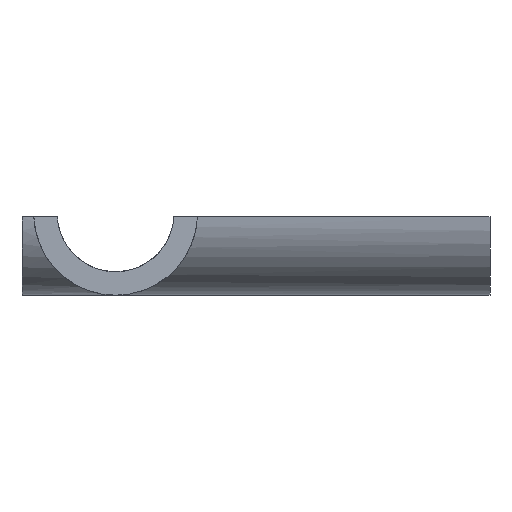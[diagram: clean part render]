
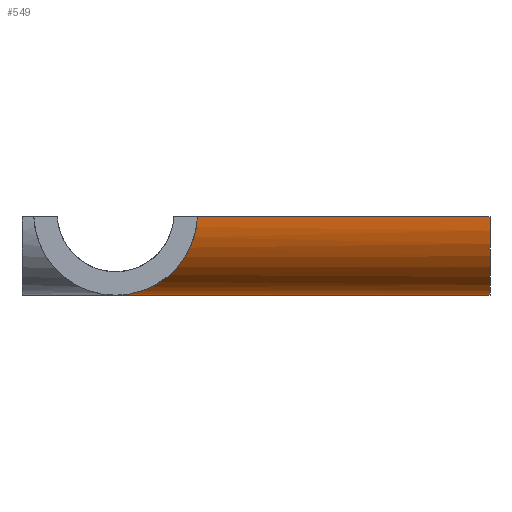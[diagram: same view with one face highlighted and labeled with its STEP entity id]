
A CAD part, left-side view. The second image highlights one B-rep face of the part: STEP entity #549.
In plain terms, the highlighted cylindrical face has radius 7 mm (diameter 14 mm), a partial arc.
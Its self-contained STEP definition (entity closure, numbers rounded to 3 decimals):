
#17 = CARTESIAN_POINT ( 'NONE',  ( -6.824, 5.176, -4.259 ) ) ;
#21 = DIRECTION ( 'NONE',  ( 0., -1., 0. ) ) ;
#53 = VERTEX_POINT ( 'NONE', #295 ) ;
#59 = VERTEX_POINT ( 'NONE', #130 ) ;
#82 = CARTESIAN_POINT ( 'NONE',  ( -3.962, 8.038, -7. ) ) ;
#130 = CARTESIAN_POINT ( 'NONE',  ( 0., 12., -7. ) ) ;
#133 = AXIS2_PLACEMENT_3D ( 'NONE', #701, #21, #182 ) ;
#164 = CARTESIAN_POINT ( 'NONE',  ( 0., -20., 0. ) ) ;
#178 = EDGE_CURVE ( 'NONE', #53, #312, #415, .T. ) ;
#182 = DIRECTION ( 'NONE',  ( 0., 0., -1. ) ) ;
#229 = CARTESIAN_POINT ( 'NONE',  ( -6.994, 5.006, -0.3 ) ) ;
#236 = ORIENTED_EDGE ( 'NONE', *, *, #686, .F. ) ;
#295 = CARTESIAN_POINT ( 'NONE',  ( 0., -20., -7. ) ) ;
#308 = VERTEX_POINT ( 'NONE', #229 ) ;
#312 = VERTEX_POINT ( 'NONE', #455 ) ;
#324 = CARTESIAN_POINT ( 'NONE',  ( 0., 20., -7. ) ) ;
#344 = DIRECTION ( 'NONE',  ( 0., 1., 0. ) ) ;
#358 = CARTESIAN_POINT ( 'NONE',  ( 0., 12., -7. ) ) ;
#378 = DIRECTION ( 'NONE',  ( 0., -1., 0. ) ) ;
#415 = CIRCLE ( 'NONE', #564, 7. ) ;
#440 = VECTOR ( 'NONE', #378, 1000. ) ;
#446 = EDGE_CURVE ( 'NONE', #308, #59, #717, .T. ) ;
#455 = CARTESIAN_POINT ( 'NONE',  ( -6.994, -20., -0.3 ) ) ;
#460 = EDGE_LOOP ( 'NONE', ( #524, #578, #699, #236 ) ) ;
#473 = CYLINDRICAL_SURFACE ( 'NONE', #133, 7. ) ;
#484 = DIRECTION ( 'NONE',  ( 0., -1., 0. ) ) ;
#489 = CARTESIAN_POINT ( 'NONE',  ( -6.994, 20., -0.3 ) ) ;
#523 = CARTESIAN_POINT ( 'NONE',  ( -6.994, 5.006, -0.3 ) ) ;
#524 = ORIENTED_EDGE ( 'NONE', *, *, #446, .T. ) ;
#526 = LINE ( 'NONE', #324, #605 ) ;
#549 = ADVANCED_FACE ( 'NONE', ( #631 ), #473, .T. ) ;
#564 = AXIS2_PLACEMENT_3D ( 'NONE', #164, #344, #731 ) ;
#578 = ORIENTED_EDGE ( 'NONE', *, *, #582, .T. ) ;
#582 = EDGE_CURVE ( 'NONE', #59, #53, #526, .T. ) ;
#605 = VECTOR ( 'NONE', #484, 1000. ) ;
#631 = FACE_OUTER_BOUND ( 'NONE', #460, .T. ) ;
#661 = LINE ( 'NONE', #489, #440 ) ;
#686 = EDGE_CURVE ( 'NONE', #308, #312, #661, .T. ) ;
#699 = ORIENTED_EDGE ( 'NONE', *, *, #178, .T. ) ;
#701 = CARTESIAN_POINT ( 'NONE',  ( 0., 20., 0. ) ) ;
#717 =( BOUNDED_CURVE ( )  B_SPLINE_CURVE ( 3, ( #523, #17, #82, #358 ),
 .UNSPECIFIED., .F., .T. ) 
 B_SPLINE_CURVE_WITH_KNOTS ( ( 4, 4 ),
 ( 0.043, 1.571 ),
 .UNSPECIFIED. ) 
 CURVE ( )  GEOMETRIC_REPRESENTATION_ITEM ( )  RATIONAL_B_SPLINE_CURVE ( ( 1., 0.815, 0.815, 1. ) ) 
 REPRESENTATION_ITEM ( '' )  );
#731 = DIRECTION ( 'NONE',  ( 0., 0., 1. ) ) ;
